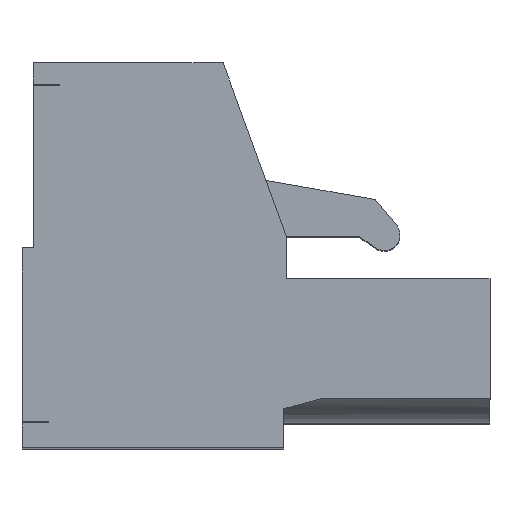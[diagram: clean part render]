
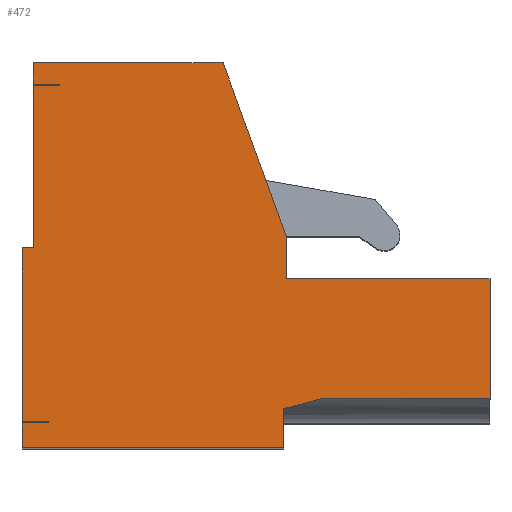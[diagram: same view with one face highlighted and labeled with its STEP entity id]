
A CAD part, top view. The second image highlights one B-rep face of the part: STEP entity #472.
In plain terms, the highlighted planar face has unit normal (0, 0, 1).
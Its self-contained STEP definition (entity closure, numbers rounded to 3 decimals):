
#472 = ADVANCED_FACE( '', ( #1071 ), #1072, .F. );
#1071 = FACE_OUTER_BOUND( '', #1792, .T. );
#1072 = PLANE( '', #1793 );
#1792 = EDGE_LOOP( '', ( #3106, #3107, #3108, #3109, #3110, #3111, #3112, #3113, #3114, #3115, #3116, #3117, #3118, #3119, #3120, #3121, #3122, #3123, #3124, #3125 ) );
#1793 = AXIS2_PLACEMENT_3D( '', #3126, #3127, #3128 );
#3106 = ORIENTED_EDGE( '', *, *, #4574, .T. );
#3107 = ORIENTED_EDGE( '', *, *, #4507, .T. );
#3108 = ORIENTED_EDGE( '', *, *, #4437, .T. );
#3109 = ORIENTED_EDGE( '', *, *, #4374, .T. );
#3110 = ORIENTED_EDGE( '', *, *, #4187, .T. );
#3111 = ORIENTED_EDGE( '', *, *, #4575, .T. );
#3112 = ORIENTED_EDGE( '', *, *, #4533, .F. );
#3113 = ORIENTED_EDGE( '', *, *, #4576, .T. );
#3114 = ORIENTED_EDGE( '', *, *, #4577, .F. );
#3115 = ORIENTED_EDGE( '', *, *, #4578, .T. );
#3116 = ORIENTED_EDGE( '', *, *, #4579, .T. );
#3117 = ORIENTED_EDGE( '', *, *, #4540, .T. );
#3118 = ORIENTED_EDGE( '', *, *, #4580, .T. );
#3119 = ORIENTED_EDGE( '', *, *, #4581, .T. );
#3120 = ORIENTED_EDGE( '', *, *, #4582, .F. );
#3121 = ORIENTED_EDGE( '', *, *, #4426, .T. );
#3122 = ORIENTED_EDGE( '', *, *, #4265, .T. );
#3123 = ORIENTED_EDGE( '', *, *, #4583, .T. );
#3124 = ORIENTED_EDGE( '', *, *, #4584, .T. );
#3125 = ORIENTED_EDGE( '', *, *, #4314, .T. );
#3126 = CARTESIAN_POINT( '', ( 273.592, 202.842, 120.36 ) );
#3127 = DIRECTION( '', ( 0., 0., -1. ) );
#3128 = DIRECTION( '', ( -1., 0., 0. ) );
#4187 = EDGE_CURVE( '', #4994, #5020, #5022, .T. );
#4265 = EDGE_CURVE( '', #5147, #5149, #5151, .T. );
#4314 = EDGE_CURVE( '', #5187, #5234, #5236, .T. );
#4374 = EDGE_CURVE( '', #5335, #4994, #5337, .T. );
#4426 = EDGE_CURVE( '', #5408, #5147, #5410, .T. );
#4437 = EDGE_CURVE( '', #5422, #5335, #5424, .T. );
#4507 = EDGE_CURVE( '', #5526, #5422, #5527, .T. );
#4533 = EDGE_CURVE( '', #5566, #5567, #5568, .T. );
#4540 = EDGE_CURVE( '', #5575, #5577, #5579, .T. );
#4574 = EDGE_CURVE( '', #5234, #5526, #5625, .T. );
#4575 = EDGE_CURVE( '', #5020, #5567, #5626, .T. );
#4576 = EDGE_CURVE( '', #5566, #5627, #5628, .T. );
#4577 = EDGE_CURVE( '', #5629, #5627, #5630, .T. );
#4578 = EDGE_CURVE( '', #5629, #5631, #5632, .T. );
#4579 = EDGE_CURVE( '', #5631, #5575, #5633, .T. );
#4580 = EDGE_CURVE( '', #5577, #5634, #5635, .T. );
#4581 = EDGE_CURVE( '', #5634, #5636, #5637, .T. );
#4582 = EDGE_CURVE( '', #5408, #5636, #5638, .T. );
#4583 = EDGE_CURVE( '', #5149, #5639, #5640, .T. );
#4584 = EDGE_CURVE( '', #5639, #5187, #5641, .T. );
#4994 = VERTEX_POINT( '', #6157 );
#5020 = VERTEX_POINT( '', #6190 );
#5022 = LINE( '', #6193, #6194 );
#5147 = VERTEX_POINT( '', #6362 );
#5149 = VERTEX_POINT( '', #6365 );
#5151 = LINE( '', #6368, #6369 );
#5187 = VERTEX_POINT( '', #6416 );
#5234 = VERTEX_POINT( '', #6487 );
#5236 = LINE( '', #6490, #6491 );
#5335 = VERTEX_POINT( '', #6619 );
#5337 = LINE( '', #6622, #6623 );
#5408 = VERTEX_POINT( '', #6722 );
#5410 = LINE( '', #6725, #6726 );
#5422 = VERTEX_POINT( '', #6743 );
#5424 = LINE( '', #6746, #6747 );
#5526 = VERTEX_POINT( '', #6894 );
#5527 = LINE( '', #6895, #6896 );
#5566 = VERTEX_POINT( '', #6946 );
#5567 = VERTEX_POINT( '', #6947 );
#5568 = LINE( '', #6948, #6949 );
#5575 = VERTEX_POINT( '', #6959 );
#5577 = VERTEX_POINT( '', #6962 );
#5579 = LINE( '', #6965, #6966 );
#5625 = LINE( '', #7030, #7031 );
#5626 = LINE( '', #7032, #7033 );
#5627 = VERTEX_POINT( '', #7034 );
#5628 = LINE( '', #7035, #7036 );
#5629 = VERTEX_POINT( '', #7037 );
#5630 = LINE( '', #7038, #7039 );
#5631 = VERTEX_POINT( '', #7040 );
#5632 = LINE( '', #7041, #7042 );
#5633 = LINE( '', #7043, #7044 );
#5634 = VERTEX_POINT( '', #7045 );
#5635 = LINE( '', #7046, #7047 );
#5636 = VERTEX_POINT( '', #7048 );
#5637 = LINE( '', #7049, #7050 );
#5638 = LINE( '', #7051, #7052 );
#5639 = VERTEX_POINT( '', #7053 );
#5640 = LINE( '', #7054, #7055 );
#5641 = LINE( '', #7056, #7057 );
#6157 = CARTESIAN_POINT( '', ( 265.292, 196.042, 120.36 ) );
#6190 = CARTESIAN_POINT( '', ( 265.292, 197.615, 120.36 ) );
#6193 = CARTESIAN_POINT( '', ( 265.292, 197.642, 120.36 ) );
#6194 = VECTOR( '', #7583, 1000. );
#6362 = CARTESIAN_POINT( '', ( 255.192, 210.642, 120.36 ) );
#6365 = CARTESIAN_POINT( '', ( 255.192, 204.092, 120.36 ) );
#6368 = CARTESIAN_POINT( '', ( 255.192, 203.542, 120.36 ) );
#6369 = VECTOR( '', #7674, 1000. );
#6416 = CARTESIAN_POINT( '', ( 254.742, 197.092, 120.36 ) );
#6487 = CARTESIAN_POINT( '', ( 255.792, 197.092, 120.36 ) );
#6490 = CARTESIAN_POINT( '', ( 256.942, 197.092, 120.36 ) );
#6491 = VECTOR( '', #7723, 1000. );
#6619 = CARTESIAN_POINT( '', ( 254.742, 196.042, 120.36 ) );
#6622 = CARTESIAN_POINT( '', ( 265.392, 196.042, 120.36 ) );
#6623 = VECTOR( '', #7805, 1000. );
#6722 = CARTESIAN_POINT( '', ( 256.242, 210.642, 120.36 ) );
#6725 = CARTESIAN_POINT( '', ( 255.942, 210.642, 120.36 ) );
#6726 = VECTOR( '', #7850, 1000. );
#6743 = CARTESIAN_POINT( '', ( 254.742, 197.042, 120.36 ) );
#6746 = CARTESIAN_POINT( '', ( 254.742, 196.042, 120.36 ) );
#6747 = VECTOR( '', #7857, 1000. );
#6894 = CARTESIAN_POINT( '', ( 255.792, 197.042, 120.36 ) );
#6895 = CARTESIAN_POINT( '', ( 254.542, 197.042, 120.36 ) );
#6896 = VECTOR( '', #7915, 1000. );
#6946 = CARTESIAN_POINT( '', ( 273.592, 198.042, 120.36 ) );
#6947 = CARTESIAN_POINT( '', ( 266.885, 198.042, 120.36 ) );
#6948 = CARTESIAN_POINT( '', ( 266.885, 198.042, 120.36 ) );
#6949 = VECTOR( '', #7951, 1000. );
#6959 = CARTESIAN_POINT( '', ( 262.844, 211.542, 120.36 ) );
#6962 = CARTESIAN_POINT( '', ( 255.192, 211.542, 120.36 ) );
#6965 = CARTESIAN_POINT( '', ( 255.042, 211.542, 120.36 ) );
#6966 = VECTOR( '', #7957, 1000. );
#7030 = CARTESIAN_POINT( '', ( 255.792, 197.042, 120.36 ) );
#7031 = VECTOR( '', #7988, 1000. );
#7032 = CARTESIAN_POINT( '', ( 266.885, 198.042, 120.36 ) );
#7033 = VECTOR( '', #7989, 1000. );
#7034 = CARTESIAN_POINT( '', ( 273.592, 202.842, 120.36 ) );
#7035 = CARTESIAN_POINT( '', ( 273.592, 198.942, 120.36 ) );
#7036 = VECTOR( '', #7990, 1000. );
#7037 = CARTESIAN_POINT( '', ( 265.392, 202.842, 120.36 ) );
#7038 = CARTESIAN_POINT( '', ( 273.692, 202.842, 120.36 ) );
#7039 = VECTOR( '', #7991, 1000. );
#7040 = CARTESIAN_POINT( '', ( 265.392, 204.542, 120.36 ) );
#7041 = CARTESIAN_POINT( '', ( 265.392, 197.642, 120.36 ) );
#7042 = VECTOR( '', #7992, 1000. );
#7043 = CARTESIAN_POINT( '', ( 263.026, 211.042, 120.36 ) );
#7044 = VECTOR( '', #7993, 1000. );
#7045 = CARTESIAN_POINT( '', ( 255.192, 210.692, 120.36 ) );
#7046 = CARTESIAN_POINT( '', ( 255.192, 210.382, 120.36 ) );
#7047 = VECTOR( '', #7994, 1000. );
#7048 = CARTESIAN_POINT( '', ( 256.242, 210.692, 120.36 ) );
#7049 = CARTESIAN_POINT( '', ( 255.742, 210.692, 120.36 ) );
#7050 = VECTOR( '', #7995, 1000. );
#7051 = CARTESIAN_POINT( '', ( 256.242, 210.232, 120.36 ) );
#7052 = VECTOR( '', #7996, 1000. );
#7053 = CARTESIAN_POINT( '', ( 254.742, 204.092, 120.36 ) );
#7054 = CARTESIAN_POINT( '', ( 254.742, 204.092, 120.36 ) );
#7055 = VECTOR( '', #7997, 1000. );
#7056 = CARTESIAN_POINT( '', ( 254.742, 196.742, 120.36 ) );
#7057 = VECTOR( '', #7998, 1000. );
#7583 = DIRECTION( '', ( 0., 1., 0. ) );
#7674 = DIRECTION( '', ( 0., -1., 0. ) );
#7723 = DIRECTION( '', ( 1., 0., 0. ) );
#7805 = DIRECTION( '', ( 1., 0., 0. ) );
#7850 = DIRECTION( '', ( -1., 0., 0. ) );
#7857 = DIRECTION( '', ( 0., -1., 0. ) );
#7915 = DIRECTION( '', ( -1., 0., 0. ) );
#7951 = DIRECTION( '', ( -1., 0., 0. ) );
#7957 = DIRECTION( '', ( -1., 0., 0. ) );
#7988 = DIRECTION( '', ( 0., -1., 0. ) );
#7989 = DIRECTION( '', ( 0.966, 0.259, 0. ) );
#7990 = DIRECTION( '', ( 0., 1., 0. ) );
#7991 = DIRECTION( '', ( 1., 0., 0. ) );
#7992 = DIRECTION( '', ( 0., 1., 0. ) );
#7993 = DIRECTION( '', ( -0.342, 0.94, 0. ) );
#7994 = DIRECTION( '', ( 0., -1., 0. ) );
#7995 = DIRECTION( '', ( 1., 0., 0. ) );
#7996 = DIRECTION( '', ( 0., 1., 0. ) );
#7997 = DIRECTION( '', ( -1., 0., 0. ) );
#7998 = DIRECTION( '', ( 0., -1., 0. ) );
